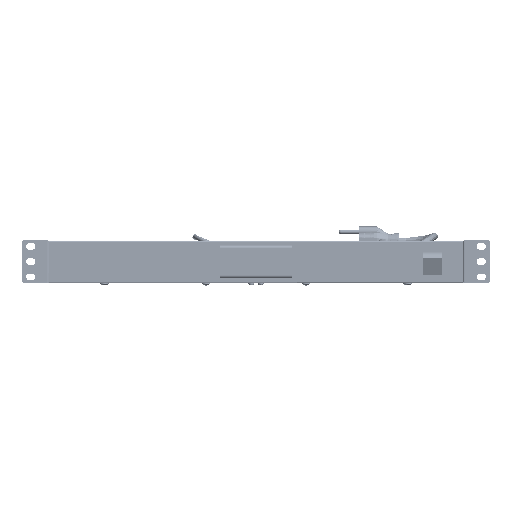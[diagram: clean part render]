
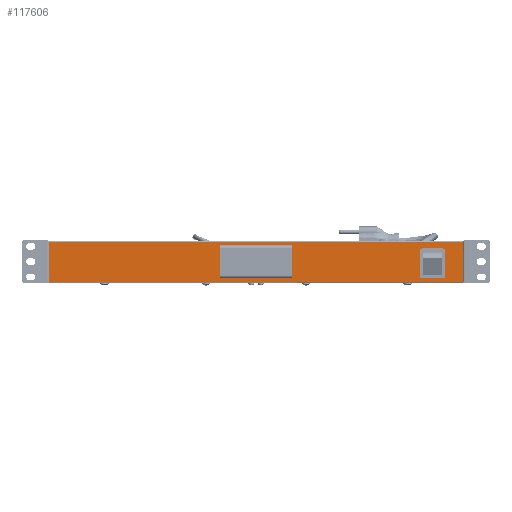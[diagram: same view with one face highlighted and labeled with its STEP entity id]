
A CAD part, left-side view. The second image highlights one B-rep face of the part: STEP entity #117606.
In plain terms, the highlighted planar face has unit normal (-1, 0, 0).
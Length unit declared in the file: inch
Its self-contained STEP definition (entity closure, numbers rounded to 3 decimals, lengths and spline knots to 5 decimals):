
#2906 = CARTESIAN_POINT ( 'NONE',  ( -6.49606, -7.1752, 1.41929 ) ) ;
#2979 = LINE ( 'NONE', #11144, #61775 ) ;
#5532 = CARTESIAN_POINT ( 'NONE',  ( -6.49606, -8.39567, 1.67717 ) ) ;
#9901 = ORIENTED_EDGE ( 'NONE', *, *, #85168, .T. ) ;
#10245 = DIRECTION ( 'NONE',  ( 0., 0., 1. ) ) ;
#10492 = EDGE_LOOP ( 'NONE', ( #97006, #73186, #114210, #49376 ) ) ;
#10864 = FACE_OUTER_BOUND ( 'NONE', #10492, .T. ) ;
#11144 = CARTESIAN_POINT ( 'NONE',  ( -6.49606, -6.74213, 0.86811 ) ) ;
#11303 = ORIENTED_EDGE ( 'NONE', *, *, #18202, .T. ) ;
#11769 = DIRECTION ( 'NONE',  ( 0., 0., 1. ) ) ;
#12314 = LINE ( 'NONE', #2906, #120589 ) ;
#12450 = CARTESIAN_POINT ( 'NONE',  ( -6.49606, -1.37795, 0.29921 ) ) ;
#13358 = EDGE_CURVE ( 'NONE', #120337, #92195, #71909, .T. ) ;
#13853 = LINE ( 'NONE', #110427, #118608 ) ;
#14911 = CARTESIAN_POINT ( 'NONE',  ( -6.49606, 0., 0.29921 ) ) ;
#15601 = VECTOR ( 'NONE', #118645, 39.37008 ) ;
#17896 = LINE ( 'NONE', #113855, #101444 ) ;
#18183 = CARTESIAN_POINT ( 'NONE',  ( -6.49606, -1.37795, 1.44094 ) ) ;
#18202 = EDGE_CURVE ( 'NONE', #92195, #45676, #13853, .T. ) ;
#18263 = CARTESIAN_POINT ( 'NONE',  ( -6.49606, 1.37795, 0.29921 ) ) ;
#18824 = VERTEX_POINT ( 'NONE', #63063 ) ;
#23385 = VECTOR ( 'NONE', #72497, 39.37008 ) ;
#24882 = CARTESIAN_POINT ( 'NONE',  ( -6.49606, 0., 1.44094 ) ) ;
#30620 = ORIENTED_EDGE ( 'NONE', *, *, #75087, .T. ) ;
#31540 = PLANE ( 'NONE',  #98851 ) ;
#34538 = EDGE_CURVE ( 'NONE', #45682, #116734, #65204, .T. ) ;
#35319 = CARTESIAN_POINT ( 'NONE',  ( -6.49606, -7.60827, 1.41929 ) ) ;
#35792 = VECTOR ( 'NONE', #53126, 39.37008 ) ;
#44004 = CARTESIAN_POINT ( 'NONE',  ( -6.49606, -6.74213, 1.41929 ) ) ;
#45676 = VERTEX_POINT ( 'NONE', #12450 ) ;
#45682 = VERTEX_POINT ( 'NONE', #115313 ) ;
#46280 = EDGE_CURVE ( 'NONE', #90881, #120337, #63515, .T. ) ;
#46960 = VERTEX_POINT ( 'NONE', #5532 ) ;
#47358 = CARTESIAN_POINT ( 'NONE',  ( -6.49606, -7.60827, 0.86811 ) ) ;
#47944 = VERTEX_POINT ( 'NONE', #35319 ) ;
#48799 = CARTESIAN_POINT ( 'NONE',  ( -6.49606, 8.39567, 0.05906 ) ) ;
#49376 = ORIENTED_EDGE ( 'NONE', *, *, #76817, .T. ) ;
#51972 = LINE ( 'NONE', #14911, #85055 ) ;
#53126 = DIRECTION ( 'NONE',  ( 0., -1., 0. ) ) ;
#54454 = CARTESIAN_POINT ( 'NONE',  ( -6.49606, 8.39567, 1.67717 ) ) ;
#54855 = EDGE_CURVE ( 'NONE', #18824, #66409, #17896, .T. ) ;
#55372 = VERTEX_POINT ( 'NONE', #54454 ) ;
#56131 = DIRECTION ( 'NONE',  ( 0., 1., 0. ) ) ;
#56143 = VERTEX_POINT ( 'NONE', #44004 ) ;
#57161 = VECTOR ( 'NONE', #84628, 39.37008 ) ;
#57936 = DIRECTION ( 'NONE',  ( 0., 0., -1. ) ) ;
#58479 = DIRECTION ( 'NONE',  ( -1., 0., 0. ) ) ;
#58893 = EDGE_LOOP ( 'NONE', ( #66716, #77665, #9901, #93150 ) ) ;
#61775 = VECTOR ( 'NONE', #11769, 39.37008 ) ;
#61887 = CARTESIAN_POINT ( 'NONE',  ( -6.49606, 8.39567, 1.71654 ) ) ;
#62147 = CARTESIAN_POINT ( 'NONE',  ( -6.49606, 8.39567, 1.67717 ) ) ;
#62271 = DIRECTION ( 'NONE',  ( 0., 0., 1. ) ) ;
#62621 = LINE ( 'NONE', #93292, #99634 ) ;
#63063 = CARTESIAN_POINT ( 'NONE',  ( -6.49606, -7.60827, 0.31693 ) ) ;
#63515 = LINE ( 'NONE', #101754, #69791 ) ;
#64210 = ORIENTED_EDGE ( 'NONE', *, *, #46280, .T. ) ;
#65204 = LINE ( 'NONE', #104055, #57161 ) ;
#65835 = ORIENTED_EDGE ( 'NONE', *, *, #13358, .T. ) ;
#66409 = VERTEX_POINT ( 'NONE', #109243 ) ;
#66716 = ORIENTED_EDGE ( 'NONE', *, *, #67295, .T. ) ;
#67295 = EDGE_CURVE ( 'NONE', #66409, #56143, #2979, .T. ) ;
#69791 = VECTOR ( 'NONE', #62271, 39.37008 ) ;
#71909 = LINE ( 'NONE', #24882, #35792 ) ;
#72497 = DIRECTION ( 'NONE',  ( 0., 0., -1. ) ) ;
#73186 = ORIENTED_EDGE ( 'NONE', *, *, #105792, .T. ) ;
#75087 = EDGE_CURVE ( 'NONE', #45676, #90881, #51972, .T. ) ;
#76817 = EDGE_CURVE ( 'NONE', #55372, #116734, #112035, .T. ) ;
#77301 = CARTESIAN_POINT ( 'NONE',  ( -6.49606, 8.39567, 0. ) ) ;
#77665 = ORIENTED_EDGE ( 'NONE', *, *, #113767, .T. ) ;
#79098 = LINE ( 'NONE', #62147, #15601 ) ;
#84628 = DIRECTION ( 'NONE',  ( 0., 1., 0. ) ) ;
#84954 = LINE ( 'NONE', #47358, #117854 ) ;
#85055 = VECTOR ( 'NONE', #91430, 39.37008 ) ;
#85168 = EDGE_CURVE ( 'NONE', #47944, #18824, #84954, .T. ) ;
#90881 = VERTEX_POINT ( 'NONE', #18263 ) ;
#91430 = DIRECTION ( 'NONE',  ( 0., 1., 0. ) ) ;
#92195 = VERTEX_POINT ( 'NONE', #18183 ) ;
#93150 = ORIENTED_EDGE ( 'NONE', *, *, #54855, .T. ) ;
#93292 = CARTESIAN_POINT ( 'NONE',  ( -6.49606, -8.39567, 0.86811 ) ) ;
#97006 = ORIENTED_EDGE ( 'NONE', *, *, #34538, .F. ) ;
#98851 = AXIS2_PLACEMENT_3D ( 'NONE', #77301, #58479, #10245 ) ;
#99634 = VECTOR ( 'NONE', #102086, 39.37008 ) ;
#101444 = VECTOR ( 'NONE', #56131, 39.37008 ) ;
#101754 = CARTESIAN_POINT ( 'NONE',  ( -6.49606, 1.37795, 0.87008 ) ) ;
#102086 = DIRECTION ( 'NONE',  ( 0., 0., 1. ) ) ;
#104055 = CARTESIAN_POINT ( 'NONE',  ( -6.49606, 8.3563, 0.05906 ) ) ;
#105377 = EDGE_CURVE ( 'NONE', #46960, #55372, #79098, .T. ) ;
#105752 = DIRECTION ( 'NONE',  ( 0., -1., 0. ) ) ;
#105792 = EDGE_CURVE ( 'NONE', #45682, #46960, #62621, .T. ) ;
#106150 = FACE_BOUND ( 'NONE', #122835, .T. ) ;
#109243 = CARTESIAN_POINT ( 'NONE',  ( -6.49606, -6.74213, 0.31693 ) ) ;
#109814 = DIRECTION ( 'NONE',  ( 0., 0., -1. ) ) ;
#110427 = CARTESIAN_POINT ( 'NONE',  ( -6.49606, -1.37795, 0.87008 ) ) ;
#112035 = LINE ( 'NONE', #61887, #23385 ) ;
#113767 = EDGE_CURVE ( 'NONE', #56143, #47944, #12314, .T. ) ;
#113855 = CARTESIAN_POINT ( 'NONE',  ( -6.49606, -7.1752, 0.31693 ) ) ;
#114210 = ORIENTED_EDGE ( 'NONE', *, *, #105377, .T. ) ;
#115313 = CARTESIAN_POINT ( 'NONE',  ( -6.49606, -8.39567, 0.05906 ) ) ;
#116734 = VERTEX_POINT ( 'NONE', #48799 ) ;
#117483 = FACE_BOUND ( 'NONE', #58893, .T. ) ;
#117606 = ADVANCED_FACE ( 'NONE', ( #106150, #117483, #10864 ), #31540, .T. ) ;
#117854 = VECTOR ( 'NONE', #57936, 39.37008 ) ;
#118608 = VECTOR ( 'NONE', #109814, 39.37008 ) ;
#118645 = DIRECTION ( 'NONE',  ( 0., 1., 0. ) ) ;
#120337 = VERTEX_POINT ( 'NONE', #120985 ) ;
#120589 = VECTOR ( 'NONE', #105752, 39.37008 ) ;
#120985 = CARTESIAN_POINT ( 'NONE',  ( -6.49606, 1.37795, 1.44094 ) ) ;
#122835 = EDGE_LOOP ( 'NONE', ( #64210, #65835, #11303, #30620 ) ) ;
